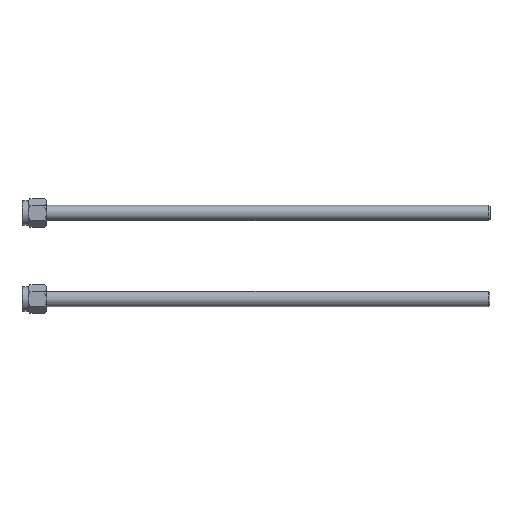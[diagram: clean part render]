
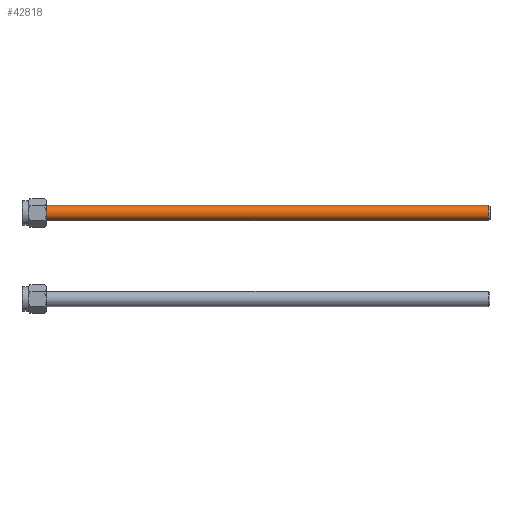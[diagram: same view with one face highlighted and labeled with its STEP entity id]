
A CAD part, front view. The second image highlights one B-rep face of the part: STEP entity #42818.
In plain terms, the highlighted cylindrical face has radius 2.5 mm (diameter 5 mm), a partial arc.
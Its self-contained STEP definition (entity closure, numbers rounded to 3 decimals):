
#6 = VECTOR ( 'NONE', #27025, 1000. ) ;
#968 = VERTEX_POINT ( 'NONE', #48234 ) ;
#1011 = AXIS2_PLACEMENT_3D ( 'NONE', #41542, #29392, #9587 ) ;
#1700 = VECTOR ( 'NONE', #29767, 1000. ) ;
#2760 = DIRECTION ( 'NONE',  ( 1., 0., 0. ) ) ;
#2955 = VERTEX_POINT ( 'NONE', #33681 ) ;
#3880 = EDGE_CURVE ( 'NONE', #968, #38965, #23306, .T. ) ;
#5193 = LINE ( 'NONE', #17352, #1700 ) ;
#5613 = CYLINDRICAL_SURFACE ( 'NONE', #1011, 2.5 ) ;
#7213 = CARTESIAN_POINT ( 'NONE',  ( -2.5, 0., 154. ) ) ;
#9587 = DIRECTION ( 'NONE',  ( -1., 0., 0. ) ) ;
#9833 = AXIS2_PLACEMENT_3D ( 'NONE', #22053, #33951, #2760 ) ;
#11479 = VERTEX_POINT ( 'NONE', #16549 ) ;
#11883 = EDGE_LOOP ( 'NONE', ( #52210, #29607, #25818, #30387 ) ) ;
#13017 = EDGE_CURVE ( 'NONE', #2955, #38965, #34959, .T. ) ;
#15973 = DIRECTION ( 'NONE',  ( 1., 0., 0. ) ) ;
#16549 = CARTESIAN_POINT ( 'NONE',  ( 2.5, 0., 153.5 ) ) ;
#17352 = CARTESIAN_POINT ( 'NONE',  ( 2.5, 0., 154. ) ) ;
#17890 = AXIS2_PLACEMENT_3D ( 'NONE', #24145, #36044, #15973 ) ;
#20761 = EDGE_CURVE ( 'NONE', #2955, #11479, #49100, .T. ) ;
#22053 = CARTESIAN_POINT ( 'NONE',  ( 0., 0., 0.5 ) ) ;
#23059 = CARTESIAN_POINT ( 'NONE',  ( -2.5, 0., 0.5 ) ) ;
#23306 = CIRCLE ( 'NONE', #9833, 2.5 ) ;
#24145 = CARTESIAN_POINT ( 'NONE',  ( 0., 0., 153.5 ) ) ;
#25818 = ORIENTED_EDGE ( 'NONE', *, *, #3880, .T. ) ;
#27025 = DIRECTION ( 'NONE',  ( 0., 0., -1. ) ) ;
#29392 = DIRECTION ( 'NONE',  ( 0., 0., -1. ) ) ;
#29607 = ORIENTED_EDGE ( 'NONE', *, *, #38595, .T. ) ;
#29767 = DIRECTION ( 'NONE',  ( 0., 0., -1. ) ) ;
#30387 = ORIENTED_EDGE ( 'NONE', *, *, #13017, .F. ) ;
#33681 = CARTESIAN_POINT ( 'NONE',  ( -2.5, 0., 153.5 ) ) ;
#33951 = DIRECTION ( 'NONE',  ( 0., 0., 1. ) ) ;
#34959 = LINE ( 'NONE', #7213, #6 ) ;
#36044 = DIRECTION ( 'NONE',  ( 0., 0., -1. ) ) ;
#38595 = EDGE_CURVE ( 'NONE', #11479, #968, #5193, .T. ) ;
#38965 = VERTEX_POINT ( 'NONE', #23059 ) ;
#41542 = CARTESIAN_POINT ( 'NONE',  ( 0., 0., 154. ) ) ;
#42818 = ADVANCED_FACE ( 'NONE', ( #49471 ), #5613, .T. ) ;
#48234 = CARTESIAN_POINT ( 'NONE',  ( 2.5, 0., 0.5 ) ) ;
#49100 = CIRCLE ( 'NONE', #17890, 2.5 ) ;
#49471 = FACE_OUTER_BOUND ( 'NONE', #11883, .T. ) ;
#52210 = ORIENTED_EDGE ( 'NONE', *, *, #20761, .T. ) ;
